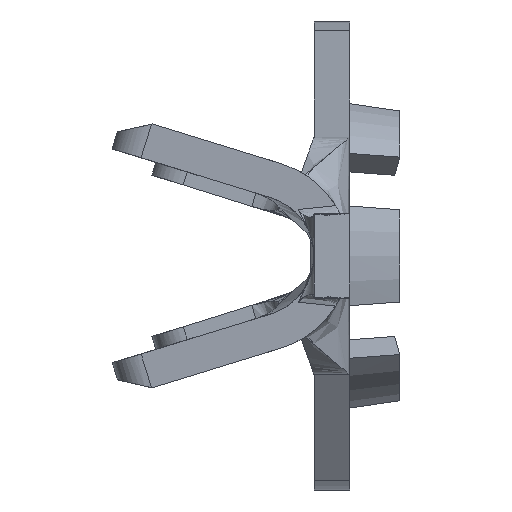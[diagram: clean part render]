
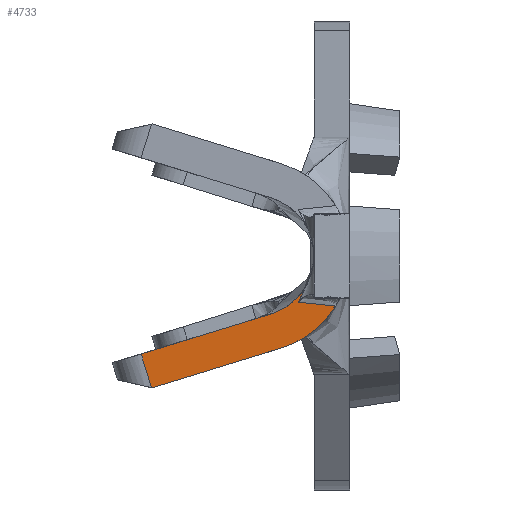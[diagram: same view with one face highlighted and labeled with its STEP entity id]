
A CAD part, left-side view. The second image highlights one B-rep face of the part: STEP entity #4733.
In plain terms, the highlighted planar face has unit normal (-0.996, 0.087, 0).
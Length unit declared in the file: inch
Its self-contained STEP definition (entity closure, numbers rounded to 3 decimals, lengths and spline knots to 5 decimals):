
#38 = ORIENTED_EDGE ( 'NONE', *, *, #3149, .F. ) ;
#89 = CARTESIAN_POINT ( 'NONE',  ( -0.69179, 0.03668, -0.03026 ) ) ;
#127 = EDGE_CURVE ( 'NONE', #498, #8490, #6960, .T. ) ;
#484 = CARTESIAN_POINT ( 'NONE',  ( -0.69296, 0.02329, -0.03691 ) ) ;
#498 = VERTEX_POINT ( 'NONE', #4852 ) ;
#540 = LINE ( 'NONE', #5279, #6197 ) ;
#770 = EDGE_CURVE ( 'NONE', #8490, #4397, #7320, .T. ) ;
#898 = CARTESIAN_POINT ( 'NONE',  ( -0.69052, 0.05116, -0.06966 ) ) ;
#922 = CARTESIAN_POINT ( 'NONE',  ( -0.69222, 0.03181, -0.02048 ) ) ;
#1102 = EDGE_CURVE ( 'NONE', #2406, #7705, #540, .T. ) ;
#1146 = CARTESIAN_POINT ( 'NONE',  ( -0.69324, 0.02008, -0.05341 ) ) ;
#1161 = CARTESIAN_POINT ( 'NONE',  ( -0.69333, 0.01913, -0.03728 ) ) ;
#1226 = CARTESIAN_POINT ( 'NONE',  ( -0.69406, 0.01069, -0.03804 ) ) ;
#1270 = CARTESIAN_POINT ( 'NONE',  ( -0.67971, 0.17476, -0.09427 ) ) ;
#1334 =( BOUNDED_CURVE ( )  B_SPLINE_CURVE ( 3, ( #1585, #4271, #6982, #922 ),
 .UNSPECIFIED., .F., .T. ) 
 B_SPLINE_CURVE_WITH_KNOTS ( ( 4, 4 ),
 ( 1.86948, 2.68019 ),
 .UNSPECIFIED. ) 
 CURVE ( )  GEOMETRIC_REPRESENTATION_ITEM ( )  RATIONAL_B_SPLINE_CURVE ( ( 1., 0.946, 0.946, 1. ) ) 
 REPRESENTATION_ITEM ( '' )  );
#1421 = CARTESIAN_POINT ( 'NONE',  ( -0.6898, 0.05946, -0.04396 ) ) ;
#1585 = CARTESIAN_POINT ( 'NONE',  ( -0.6898, 0.05946, -0.04396 ) ) ;
#1633 = ORIENTED_EDGE ( 'NONE', *, *, #2169, .T. ) ;
#1810 = CARTESIAN_POINT ( 'NONE',  ( -0.69406, 0.01079, -0.03803 ) ) ;
#1861 = CARTESIAN_POINT ( 'NONE',  ( -0.6917, 0.03774, -0.03534 ) ) ;
#2019 = DIRECTION ( 'NONE',  ( 0.996, -0.087, 0. ) ) ;
#2169 = EDGE_CURVE ( 'NONE', #2406, #4397, #2687, .T. ) ;
#2247 = ORIENTED_EDGE ( 'NONE', *, *, #770, .F. ) ;
#2406 = VERTEX_POINT ( 'NONE', #7073 ) ;
#2472 = CARTESIAN_POINT ( 'NONE',  ( -0.69406, 0.01069, -0.03804 ) ) ;
#2517 = CARTESIAN_POINT ( 'NONE',  ( -0.69216, 0.03248, -0.03598 ) ) ;
#2553 = AXIS2_PLACEMENT_3D ( 'NONE', #8090, #2019, #4710 ) ;
#2684 = FACE_OUTER_BOUND ( 'NONE', #4608, .T. ) ;
#2687 = LINE ( 'NONE', #5393, #2825 ) ;
#2780 = CARTESIAN_POINT ( 'NONE',  ( -0.692, 0.03424, -0.02537 ) ) ;
#2825 = VECTOR ( 'NONE', #8093, 39.37008 ) ;
#3149 = EDGE_CURVE ( 'NONE', #7705, #7001, #1334, .T. ) ;
#3175 = CARTESIAN_POINT ( 'NONE',  ( -0.69276, 0.02559, -0.0367 ) ) ;
#3410 =( BOUNDED_CURVE ( )  B_SPLINE_CURVE ( 3, ( #7202, #1146, #3835, #6552 ),
 .UNSPECIFIED., .F., .T. ) 
 B_SPLINE_CURVE_WITH_KNOTS ( ( 4, 4 ),
 ( 3.68968, 4.4137 ),
 .UNSPECIFIED. ) 
 CURVE ( )  GEOMETRIC_REPRESENTATION_ITEM ( )  RATIONAL_B_SPLINE_CURVE ( ( 1., 0.957, 0.957, 1. ) ) 
 REPRESENTATION_ITEM ( '' )  );
#3577 = DIRECTION ( 'NONE',  ( 0.083, 0.952, -0.293 ) ) ;
#3783 = VECTOR ( 'NONE', #3954, 39.37008 ) ;
#3835 = CARTESIAN_POINT ( 'NONE',  ( -0.692, 0.0343, -0.06447 ) ) ;
#3845 = CARTESIAN_POINT ( 'NONE',  ( -0.69321, 0.02051, -0.03716 ) ) ;
#3954 = DIRECTION ( 'NONE',  ( 0.085, 0.971, 0.222 ) ) ;
#4228 = B_SPLINE_CURVE_WITH_KNOTS ( 'NONE', 3,
 ( #2472, #5173, #7873, #1810, #4507, #7216, #1161, #3845, #6562, #484, #3175, #5880, #8578, #2517, #5219, #7921, #1861, #4554, #7261 ),
 .UNSPECIFIED., .F., .F.,
 ( 4, 3, 3, 3, 3, 3, 4 ),
 ( 0., 0., 0.00022, 0.00032, 0.0005, 0.00068, 0.00073 ),
 .UNSPECIFIED. ) ;
#4271 = CARTESIAN_POINT ( 'NONE',  ( -0.69087, 0.04725, -0.0402 ) ) ;
#4334 = VERTEX_POINT ( 'NONE', #8138 ) ;
#4397 = VERTEX_POINT ( 'NONE', #7556 ) ;
#4507 = CARTESIAN_POINT ( 'NONE',  ( -0.69381, 0.01357, -0.03774 ) ) ;
#4554 = CARTESIAN_POINT ( 'NONE',  ( -0.69164, 0.03843, -0.03525 ) ) ;
#4608 = EDGE_LOOP ( 'NONE', ( #7504, #5674, #7045, #38, #7888, #1633, #2247, #6498 ) ) ;
#4710 = DIRECTION ( 'NONE',  ( 0.087, 0.996, 0. ) ) ;
#4733 = ADVANCED_FACE ( 'NONE', ( #2684 ), #5390, .F. ) ;
#4852 = CARTESIAN_POINT ( 'NONE',  ( -0.69049, 0.05152, -0.06977 ) ) ;
#4993 = B_SPLINE_CURVE_WITH_KNOTS ( 'NONE', 3,
 ( #6151, #89, #2780, #5483 ),
 .UNSPECIFIED., .F., .F.,
 ( 4, 4 ),
 ( 0., 0.00042 ),
 .UNSPECIFIED. ) ;
#5046 = EDGE_CURVE ( 'NONE', #8580, #4334, #4228, .T. ) ;
#5173 = CARTESIAN_POINT ( 'NONE',  ( -0.69406, 0.01073, -0.03803 ) ) ;
#5219 = CARTESIAN_POINT ( 'NONE',  ( -0.69196, 0.03477, -0.03572 ) ) ;
#5279 = CARTESIAN_POINT ( 'NONE',  ( -0.68983, 0.05905, -0.04384 ) ) ;
#5390 = PLANE ( 'NONE',  #2553 ) ;
#5393 = CARTESIAN_POINT ( 'NONE',  ( -0.68301, 0.1371, -0.14254 ) ) ;
#5477 = VECTOR ( 'NONE', #3577, 39.37008 ) ;
#5483 = CARTESIAN_POINT ( 'NONE',  ( -0.69222, 0.03181, -0.02048 ) ) ;
#5674 = ORIENTED_EDGE ( 'NONE', *, *, #5046, .T. ) ;
#5681 = CARTESIAN_POINT ( 'NONE',  ( -0.69222, 0.03181, -0.02048 ) ) ;
#5880 = CARTESIAN_POINT ( 'NONE',  ( -0.69256, 0.02789, -0.03648 ) ) ;
#6151 = CARTESIAN_POINT ( 'NONE',  ( -0.69158, 0.03911, -0.03516 ) ) ;
#6197 = VECTOR ( 'NONE', #7979, 39.37008 ) ;
#6467 = EDGE_CURVE ( 'NONE', #8580, #498, #3410, .T. ) ;
#6498 = ORIENTED_EDGE ( 'NONE', *, *, #127, .F. ) ;
#6552 = CARTESIAN_POINT ( 'NONE',  ( -0.69049, 0.05152, -0.06977 ) ) ;
#6562 = CARTESIAN_POINT ( 'NONE',  ( -0.69308, 0.0219, -0.03704 ) ) ;
#6960 = LINE ( 'NONE', #898, #5477 ) ;
#6982 = CARTESIAN_POINT ( 'NONE',  ( -0.69172, 0.0375, -0.03193 ) ) ;
#7001 = VERTEX_POINT ( 'NONE', #5681 ) ;
#7045 = ORIENTED_EDGE ( 'NONE', *, *, #7702, .T. ) ;
#7073 = CARTESIAN_POINT ( 'NONE',  ( -0.68117, 0.1581, -0.07433 ) ) ;
#7202 = CARTESIAN_POINT ( 'NONE',  ( -0.69406, 0.01069, -0.03804 ) ) ;
#7216 = CARTESIAN_POINT ( 'NONE',  ( -0.69357, 0.01635, -0.03752 ) ) ;
#7261 = CARTESIAN_POINT ( 'NONE',  ( -0.69158, 0.03911, -0.03516 ) ) ;
#7320 = LINE ( 'NONE', #1270, #3783 ) ;
#7504 = ORIENTED_EDGE ( 'NONE', *, *, #6467, .F. ) ;
#7556 = CARTESIAN_POINT ( 'NONE',  ( -0.68186, 0.15023, -0.09988 ) ) ;
#7702 = EDGE_CURVE ( 'NONE', #4334, #7001, #4993, .T. ) ;
#7705 = VERTEX_POINT ( 'NONE', #1421 ) ;
#7873 = CARTESIAN_POINT ( 'NONE',  ( -0.69406, 0.01076, -0.03803 ) ) ;
#7888 = ORIENTED_EDGE ( 'NONE', *, *, #1102, .F. ) ;
#7903 = CARTESIAN_POINT ( 'NONE',  ( -0.6819, 0.14971, -0.1 ) ) ;
#7921 = CARTESIAN_POINT ( 'NONE',  ( -0.69176, 0.03706, -0.03542 ) ) ;
#7979 = DIRECTION ( 'NONE',  ( -0.083, -0.952, 0.293 ) ) ;
#8090 = CARTESIAN_POINT ( 'NONE',  ( -0.695, 0., -0.1 ) ) ;
#8093 = DIRECTION ( 'NONE',  ( -0.026, -0.294, -0.955 ) ) ;
#8138 = CARTESIAN_POINT ( 'NONE',  ( -0.69158, 0.03911, -0.03516 ) ) ;
#8490 = VERTEX_POINT ( 'NONE', #7903 ) ;
#8578 = CARTESIAN_POINT ( 'NONE',  ( -0.69236, 0.03018, -0.03623 ) ) ;
#8580 = VERTEX_POINT ( 'NONE', #1226 ) ;
